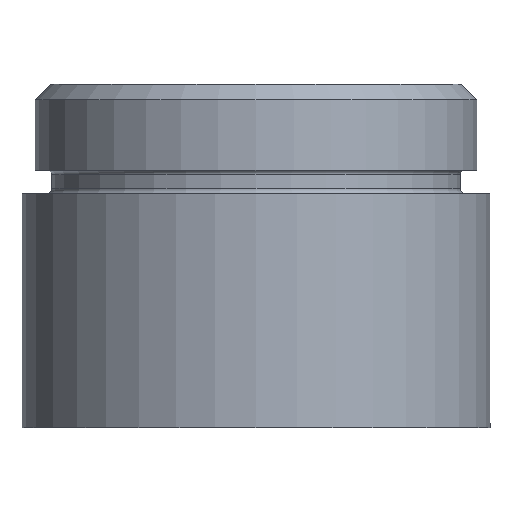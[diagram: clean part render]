
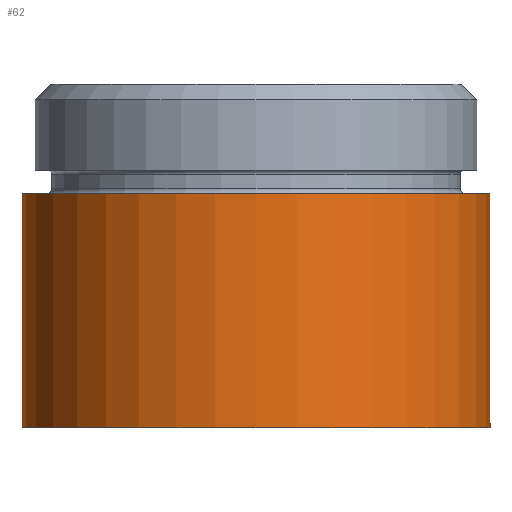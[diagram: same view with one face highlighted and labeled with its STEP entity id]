
A CAD part, front view. The second image highlights one B-rep face of the part: STEP entity #62.
In plain terms, the highlighted cylindrical face has radius 15 mm (diameter 30 mm), a full revolution.
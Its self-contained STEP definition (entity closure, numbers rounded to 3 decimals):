
#43=CYLINDRICAL_SURFACE('',#251,15.);
#62=ADVANCED_FACE('F3',(#94,#95),#43,.T.);
#94=FACE_BOUND('',#128,.T.);
#95=FACE_BOUND('',#129,.T.);
#128=EDGE_LOOP('',(#162));
#129=EDGE_LOOP('',(#163));
#162=ORIENTED_EDGE('',*,*,#202,.T.);
#163=ORIENTED_EDGE('',*,*,#201,.T.);
#184=VERTEX_POINT('',#368);
#185=VERTEX_POINT('',#371);
#201=EDGE_CURVE('E3',#184,#184,#218,.T.);
#202=EDGE_CURVE('E5',#185,#185,#219,.T.);
#218=CIRCLE('',#248,15.);
#219=CIRCLE('',#250,15.);
#248=AXIS2_PLACEMENT_3D('',#367,#310,#311);
#250=AXIS2_PLACEMENT_3D('',#370,#314,#315);
#251=AXIS2_PLACEMENT_3D('',#372,#316,#317);
#310=DIRECTION('',(0.,0.,-1.));
#311=DIRECTION('',(-1.,0.,0.));
#314=DIRECTION('',(0.,0.,1.));
#315=DIRECTION('',(0.,-1.,0.));
#316=DIRECTION('',(0.,0.,1.));
#317=DIRECTION('',(0.,-1.,0.));
#367=CARTESIAN_POINT('',(-0.111,5.223,25.));
#368=CARTESIAN_POINT('',(-15.111,5.223,25.));
#370=CARTESIAN_POINT('',(-0.111,5.223,10.));
#371=CARTESIAN_POINT('',(-0.111,-9.777,10.));
#372=CARTESIAN_POINT('',(-0.111,5.223,10.));
